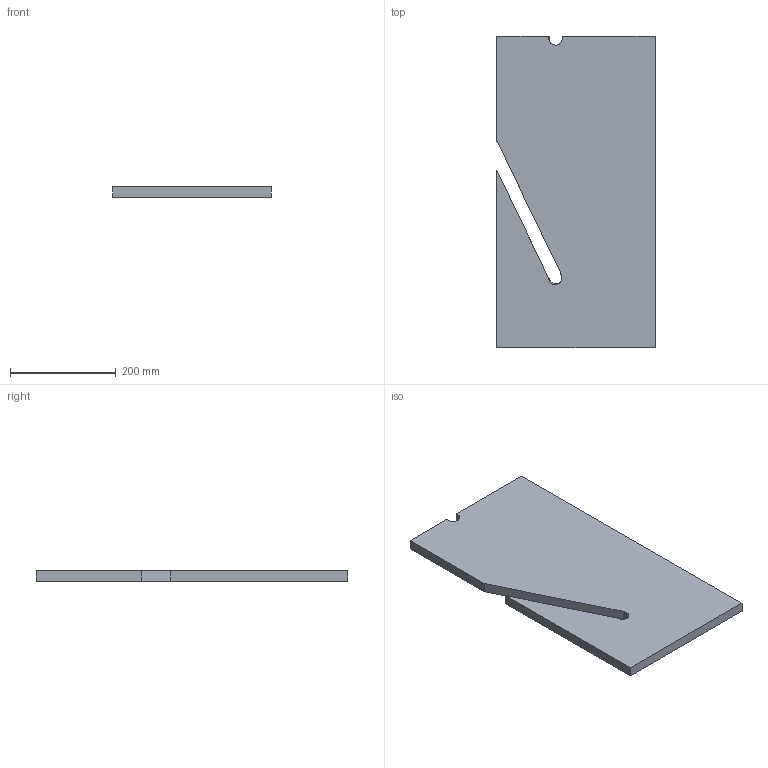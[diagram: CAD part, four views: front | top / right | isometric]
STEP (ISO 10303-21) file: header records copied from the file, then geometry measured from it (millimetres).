
FILE_DESCRIPTION (( 'STEP AP203' ), '1' );
FILE_NAME ('jigs2left.STEP', '2024-05-09T08:19:03', ( '' ), ( '' ), 'SwSTEP 2.0', 'SolidWorks 2022', '' );
FILE_SCHEMA (( 'CONFIG_CONTROL_DESIGN' ));
Length unit declared in the file: millimetre
Products named in the file (1): jigs2left
Bounding box: 300 x 590 x 19 mm (x, y, z)
Volume: 3231053.1 mm3; surface area: 383890 mm2
Topology: 1 solids, 1 shells, 21 faces, 56 edges, 37 vertices
Faces by surface type: plane 15, bspline 6
Entity records: 805 total; most frequent: CARTESIAN_POINT 279, ORIENTED_EDGE 112, DIRECTION 66, EDGE_CURVE 56, VERTEX_POINT 37, VECTOR 34, LINE 34, FACE_OUTER_BOUND 21
